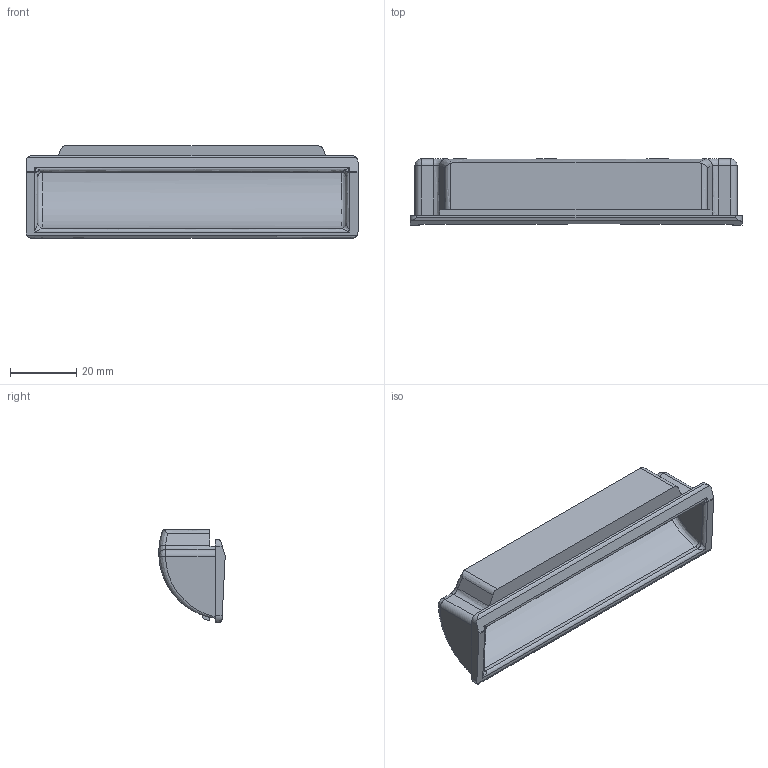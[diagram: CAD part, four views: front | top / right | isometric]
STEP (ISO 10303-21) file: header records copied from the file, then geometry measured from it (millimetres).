
FILE_DESCRIPTION((''),'2;1');
FILE_NAME('','2013-02-25T11:48:43',(''),(''),'','CADfix','');
FILE_SCHEMA(('AUTOMOTIVE_DESIGN { 1 0 10303 214 1 1 1 1 }'));
Length unit declared in the file: millimetre
Bounding box: 100 x 19.99 x 28 mm (x, y, z)
Volume: 12342.7 mm3; surface area: 13015.7 mm2
Topology: 1 solids, 1 shells, 88 faces, 218 edges, 134 vertices
Faces by surface type: bspline 88
Entity records: 3915 total; most frequent: CARTESIAN_POINT 2667, ORIENTED_EDGE 432, EDGE_CURVE 216, VERTEX_POINT 134, QUASI_UNIFORM_CURVE 104, EDGE_LOOP 92, FACE_OUTER_BOUND 88, ADVANCED_FACE 88
